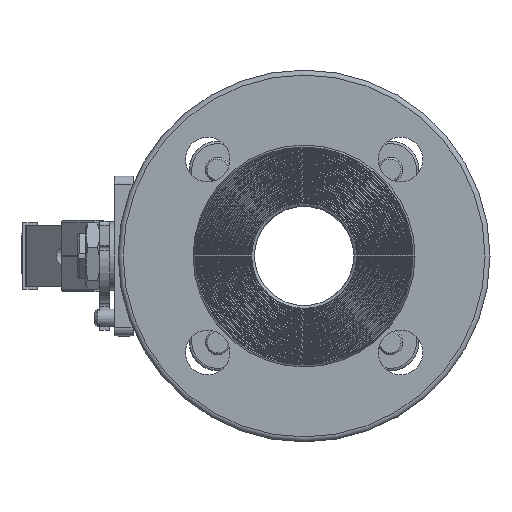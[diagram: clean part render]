
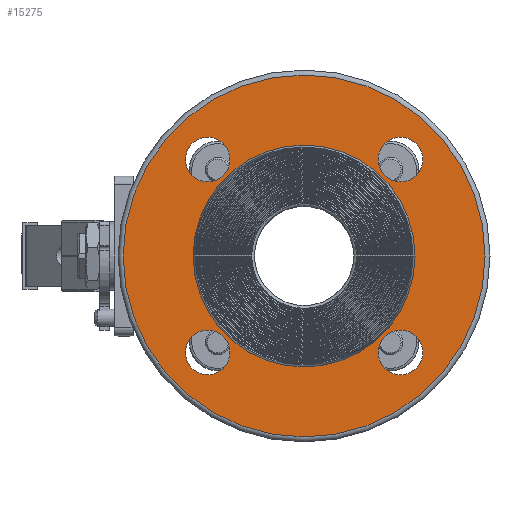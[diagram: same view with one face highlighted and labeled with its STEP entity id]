
A CAD part, left-side view. The second image highlights one B-rep face of the part: STEP entity #15275.
In plain terms, the highlighted planar face has unit normal (-1, 0, 0).
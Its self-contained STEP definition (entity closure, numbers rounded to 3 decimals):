
#5824=ORIENTED_EDGE('',*,*,#9039,.T.);
#5825=ORIENTED_EDGE('',*,*,#9040,.F.);
#5826=ORIENTED_EDGE('',*,*,#9041,.F.);
#5827=ORIENTED_EDGE('',*,*,#9042,.F.);
#5828=ORIENTED_EDGE('',*,*,#9043,.F.);
#5829=ORIENTED_EDGE('',*,*,#9044,.F.);
#9039=EDGE_CURVE('',#10682,#10682,#11411,.T.);
#9040=EDGE_CURVE('',#10683,#10683,#11412,.T.);
#9041=EDGE_CURVE('',#10684,#10684,#11413,.T.);
#9042=EDGE_CURVE('',#10685,#10685,#11414,.T.);
#9043=EDGE_CURVE('',#10686,#10686,#11415,.T.);
#9044=EDGE_CURVE('',#10687,#10687,#11416,.T.);
#10682=VERTEX_POINT('',#51944);
#10683=VERTEX_POINT('',#51946);
#10684=VERTEX_POINT('',#51948);
#10685=VERTEX_POINT('',#51950);
#10686=VERTEX_POINT('',#51952);
#10687=VERTEX_POINT('',#51954);
#11411=CIRCLE('',#16580,73.);
#11412=CIRCLE('',#16581,44.75);
#11413=CIRCLE('',#16582,9.);
#11414=CIRCLE('',#16583,9.);
#11415=CIRCLE('',#16584,9.);
#11416=CIRCLE('',#16585,9.);
#12379=EDGE_LOOP('',(#5824));
#12380=EDGE_LOOP('',(#5825));
#12381=EDGE_LOOP('',(#5826));
#12382=EDGE_LOOP('',(#5827));
#12383=EDGE_LOOP('',(#5828));
#12384=EDGE_LOOP('',(#5829));
#13675=FACE_BOUND('',#12379,.T.);
#13676=FACE_BOUND('',#12380,.T.);
#13677=FACE_BOUND('',#12381,.T.);
#13678=FACE_BOUND('',#12382,.T.);
#13679=FACE_BOUND('',#12383,.T.);
#13680=FACE_BOUND('',#12384,.T.);
#14600=PLANE('',#16579);
#15275=ADVANCED_FACE('',(#13675,#13676,#13677,#13678,#13679,#13680),#14600,
 .F.);
#16579=AXIS2_PLACEMENT_3D('',#51942,#19666,#19667);
#16580=AXIS2_PLACEMENT_3D('',#51943,#19668,#19669);
#16581=AXIS2_PLACEMENT_3D('',#51945,#19670,#19671);
#16582=AXIS2_PLACEMENT_3D('',#51947,#19672,#19673);
#16583=AXIS2_PLACEMENT_3D('',#51949,#19674,#19675);
#16584=AXIS2_PLACEMENT_3D('',#51951,#19676,#19677);
#16585=AXIS2_PLACEMENT_3D('',#51953,#19678,#19679);
#19666=DIRECTION('',(1.,0.,0.));
#19667=DIRECTION('',(0.,0.,-1.));
#19668=DIRECTION('',(-1.,0.,0.));
#19669=DIRECTION('',(0.,0.,1.));
#19670=DIRECTION('',(-1.,0.,0.));
#19671=DIRECTION('',(0.,0.,1.));
#19672=DIRECTION('',(-1.,0.,0.));
#19673=DIRECTION('',(0.,0.,1.));
#19674=DIRECTION('',(-1.,0.,0.));
#19675=DIRECTION('',(0.,0.,1.));
#19676=DIRECTION('',(-1.,0.,0.));
#19677=DIRECTION('',(0.,0.,1.));
#19678=DIRECTION('',(-1.,0.,0.));
#19679=DIRECTION('',(0.,0.,1.));
#51942=CARTESIAN_POINT('',(3.8,44.75,0.));
#51943=CARTESIAN_POINT('',(3.8,0.,0.));
#51944=CARTESIAN_POINT('',(3.8,0.,73.));
#51945=CARTESIAN_POINT('',(3.8,0.,0.));
#51946=CARTESIAN_POINT('',(3.8,0.,44.75));
#51947=CARTESIAN_POINT('',(3.8,38.891,38.891));
#51948=CARTESIAN_POINT('',(3.8,38.891,47.891));
#51949=CARTESIAN_POINT('',(3.8,-38.891,38.891));
#51950=CARTESIAN_POINT('',(3.8,-38.891,47.891));
#51951=CARTESIAN_POINT('',(3.8,-38.891,-38.891));
#51952=CARTESIAN_POINT('',(3.8,-38.891,-29.891));
#51953=CARTESIAN_POINT('',(3.8,38.891,-38.891));
#51954=CARTESIAN_POINT('',(3.8,38.891,-29.891));
